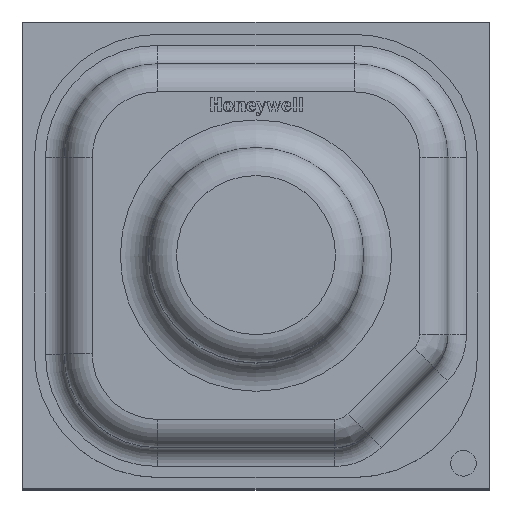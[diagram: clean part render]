
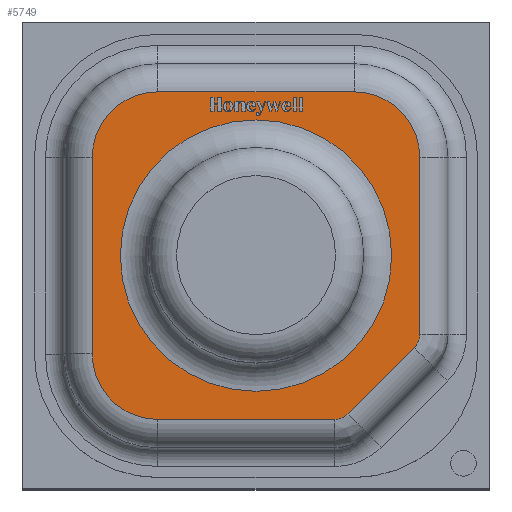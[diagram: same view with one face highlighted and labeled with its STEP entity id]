
A CAD part, top view. The second image highlights one B-rep face of the part: STEP entity #5749.
In plain terms, the highlighted planar face has unit normal (0, 0, 1).
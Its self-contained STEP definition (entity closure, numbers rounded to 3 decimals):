
#261=FACE_BOUND('',#1010,.T.);
#367=CIRCLE('',#6360,1.45);
#368=CIRCLE('',#6362,0.7);
#369=CIRCLE('',#6363,0.7);
#370=CIRCLE('',#6364,0.7);
#371=CIRCLE('',#6365,0.2);
#372=CIRCLE('',#6366,0.2);
#649=FACE_OUTER_BOUND('',#1009,.T.);
#1009=EDGE_LOOP('',(#4512,#4513,#4514,#4515,#4516,#4517,#4518,#4519,#4520,
#4521));
#1010=EDGE_LOOP('',(#4522));
#1525=LINE('',#8779,#2116);
#1526=LINE('',#8783,#2117);
#1527=LINE('',#8787,#2118);
#1528=LINE('',#8791,#2119);
#1529=LINE('',#8794,#2120);
#2116=VECTOR('',#7372,10.);
#2117=VECTOR('',#7375,10.);
#2118=VECTOR('',#7378,10.);
#2119=VECTOR('',#7381,10.);
#2120=VECTOR('',#7384,10.);
#2624=VERTEX_POINT('',#8771);
#2625=VERTEX_POINT('',#8775);
#2626=VERTEX_POINT('',#8776);
#2627=VERTEX_POINT('',#8778);
#2628=VERTEX_POINT('',#8780);
#2629=VERTEX_POINT('',#8782);
#2630=VERTEX_POINT('',#8784);
#2631=VERTEX_POINT('',#8786);
#2632=VERTEX_POINT('',#8788);
#2633=VERTEX_POINT('',#8790);
#2634=VERTEX_POINT('',#8792);
#3302=EDGE_CURVE('',#2624,#2624,#367,.T.);
#3303=EDGE_CURVE('',#2625,#2626,#368,.T.);
#3304=EDGE_CURVE('',#2627,#2625,#1525,.T.);
#3305=EDGE_CURVE('',#2628,#2627,#369,.T.);
#3306=EDGE_CURVE('',#2629,#2628,#1526,.T.);
#3307=EDGE_CURVE('',#2630,#2629,#370,.T.);
#3308=EDGE_CURVE('',#2631,#2630,#1527,.T.);
#3309=EDGE_CURVE('',#2632,#2631,#371,.T.);
#3310=EDGE_CURVE('',#2633,#2632,#1528,.T.);
#3311=EDGE_CURVE('',#2634,#2633,#372,.T.);
#3312=EDGE_CURVE('',#2626,#2634,#1529,.T.);
#4512=ORIENTED_EDGE('',*,*,#3303,.F.);
#4513=ORIENTED_EDGE('',*,*,#3304,.F.);
#4514=ORIENTED_EDGE('',*,*,#3305,.F.);
#4515=ORIENTED_EDGE('',*,*,#3306,.F.);
#4516=ORIENTED_EDGE('',*,*,#3307,.F.);
#4517=ORIENTED_EDGE('',*,*,#3308,.F.);
#4518=ORIENTED_EDGE('',*,*,#3309,.F.);
#4519=ORIENTED_EDGE('',*,*,#3310,.F.);
#4520=ORIENTED_EDGE('',*,*,#3311,.F.);
#4521=ORIENTED_EDGE('',*,*,#3312,.F.);
#4522=ORIENTED_EDGE('',*,*,#3302,.F.);
#5484=PLANE('',#6361);
#5749=ADVANCED_FACE('',(#649,#261),#5484,.T.);
#6360=AXIS2_PLACEMENT_3D('',#8773,#7366,#7367);
#6361=AXIS2_PLACEMENT_3D('',#8774,#7368,#7369);
#6362=AXIS2_PLACEMENT_3D('',#8777,#7370,#7371);
#6363=AXIS2_PLACEMENT_3D('',#8781,#7373,#7374);
#6364=AXIS2_PLACEMENT_3D('',#8785,#7376,#7377);
#6365=AXIS2_PLACEMENT_3D('',#8789,#7379,#7380);
#6366=AXIS2_PLACEMENT_3D('',#8793,#7382,#7383);
#7366=DIRECTION('center_axis',(0.,0.,1.));
#7367=DIRECTION('ref_axis',(-1.,0.,0.));
#7368=DIRECTION('center_axis',(0.,0.,1.));
#7369=DIRECTION('ref_axis',(1.,0.,0.));
#7370=DIRECTION('center_axis',(0.,0.,-1.));
#7371=DIRECTION('ref_axis',(0.707,0.707,0.));
#7372=DIRECTION('',(1.,0.,0.));
#7373=DIRECTION('center_axis',(0.,0.,-1.));
#7374=DIRECTION('ref_axis',(-0.707,0.707,0.));
#7375=DIRECTION('',(0.,1.,0.));
#7376=DIRECTION('center_axis',(0.,0.,-1.));
#7377=DIRECTION('ref_axis',(-0.707,-0.707,0.));
#7378=DIRECTION('',(-1.,0.,0.));
#7379=DIRECTION('center_axis',(0.,0.,-1.));
#7380=DIRECTION('ref_axis',(0.383,-0.924,0.));
#7381=DIRECTION('',(-0.707,-0.707,0.));
#7382=DIRECTION('center_axis',(0.,0.,-1.));
#7383=DIRECTION('ref_axis',(0.924,-0.383,0.));
#7384=DIRECTION('',(0.,-1.,0.));
#8771=CARTESIAN_POINT('',(1.45,0.,2.08));
#8773=CARTESIAN_POINT('Origin',(0.,0.,2.08));
#8774=CARTESIAN_POINT('Origin',(0.,0.,2.08));
#8775=CARTESIAN_POINT('',(1.05,1.75,2.08));
#8776=CARTESIAN_POINT('',(1.75,1.05,2.08));
#8777=CARTESIAN_POINT('Origin',(1.05,1.05,2.08));
#8778=CARTESIAN_POINT('',(-1.05,1.75,2.08));
#8779=CARTESIAN_POINT('',(0.525,1.75,2.08));
#8780=CARTESIAN_POINT('',(-1.75,1.05,2.08));
#8781=CARTESIAN_POINT('Origin',(-1.05,1.05,2.08));
#8782=CARTESIAN_POINT('',(-1.75,-1.05,2.08));
#8783=CARTESIAN_POINT('',(-1.75,0.525,2.08));
#8784=CARTESIAN_POINT('',(-1.05,-1.75,2.08));
#8785=CARTESIAN_POINT('Origin',(-1.05,-1.05,2.08));
#8786=CARTESIAN_POINT('',(0.843,-1.75,2.08));
#8787=CARTESIAN_POINT('',(-0.525,-1.75,2.08));
#8788=CARTESIAN_POINT('',(0.984,-1.691,2.08));
#8789=CARTESIAN_POINT('Origin',(0.843,-1.55,2.08));
#8790=CARTESIAN_POINT('',(1.691,-0.984,2.08));
#8791=CARTESIAN_POINT('',(1.161,-1.515,2.08));
#8792=CARTESIAN_POINT('',(1.75,-0.843,2.08));
#8793=CARTESIAN_POINT('Origin',(1.55,-0.843,2.08));
#8794=CARTESIAN_POINT('',(1.75,-0.421,2.08));
